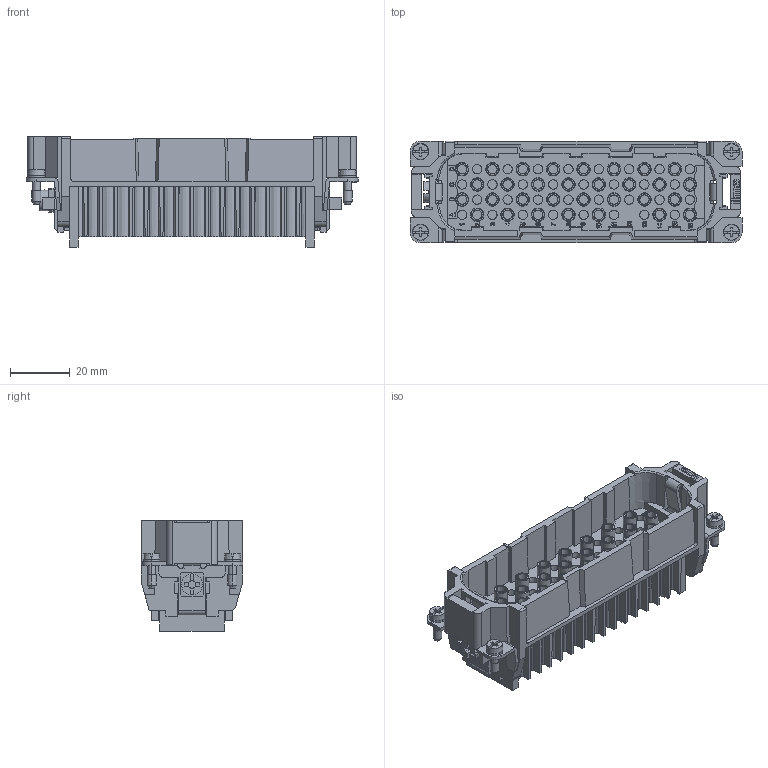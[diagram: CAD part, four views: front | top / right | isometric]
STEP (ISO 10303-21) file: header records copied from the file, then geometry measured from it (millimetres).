
FILE_DESCRIPTION(('Creo Elements/Direct Modeling STEP Export'),'2;1');
FILE_NAME('0ln7uvk46bkjq7d4616','2016-12-23T 9:15:17',(''),(''),'PTC Creo Elements/Direct Modeling STEP processor for AP214 (Solid Model)','PTC Creo Elements/Direct Modeling 19.0E 27-Jun-2016 (C) Parametric Technology GmbH','');
FILE_SCHEMA(('AUTOMOTIVE_DESIGN { 1 0 10303 214 1 1 1 1 }'));
Products named in the file (2): RDM_64
Assembly tree (1 placements, depth 2):
  RDM_64
    RDM_64
Bounding box: 111 x 34 x 37 mm (x, y, z)
Volume: 49240.5 mm3; surface area: 33485.4 mm2
Topology: 1 solids, 1 shells, 1471 faces, 6403 edges, 5204 vertices
Faces by surface type: plane 852, cylinder 373, cone 178, torus 68
Entity records: 78378 total; most frequent: CARTESIAN_POINT 14294, ORIENTED_EDGE 12814, DIRECTION 8949, EDGE_CURVE 6403, VERTEX_POINT 5204, VECTOR 4805, LINE 4805, AXIS2_PLACEMENT_3D 2072
